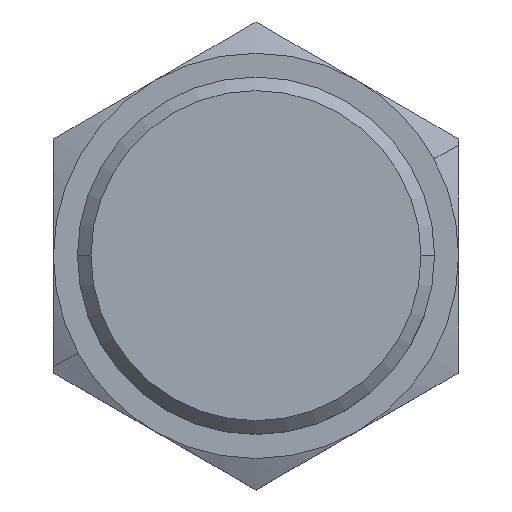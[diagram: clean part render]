
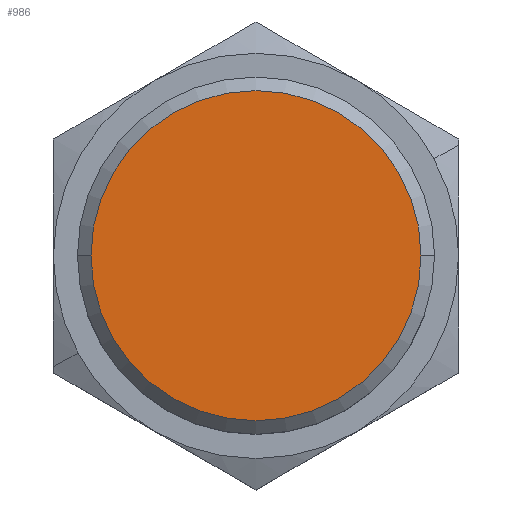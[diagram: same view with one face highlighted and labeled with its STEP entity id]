
A CAD part, top view. The second image highlights one B-rep face of the part: STEP entity #986.
In plain terms, the highlighted planar face has unit normal (0, 0, 1).
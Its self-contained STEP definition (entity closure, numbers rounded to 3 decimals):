
#924=CARTESIAN_POINT('Vertex',(12.221,0.,17.)) ;
#940=CARTESIAN_POINT('Vertex',(-12.221,0.,17.)) ;
#943=CARTESIAN_POINT('Axis2P3D Location',(0.,0.,17.)) ;
#965=CARTESIAN_POINT('Axis2P3D Location',(0.,0.,17.)) ;
#977=CARTESIAN_POINT('Axis2P3D Location',(0.,0.,17.)) ;
#944=DIRECTION('Axis2P3D Direction',(0.,0.,1.)) ;
#966=DIRECTION('Axis2P3D Direction',(0.,0.,1.)) ;
#978=DIRECTION('Axis2P3D Direction',(0.,0.,1.)) ;
#979=DIRECTION('Axis2P3D XDirection',(1.,0.,0.)) ;
#945=AXIS2_PLACEMENT_3D('Circle Axis2P3D',#943,#944,$) ;
#967=AXIS2_PLACEMENT_3D('Circle Axis2P3D',#965,#966,$) ;
#980=AXIS2_PLACEMENT_3D('Plane Axis2P3D',#977,#978,#979) ;
#983=ORIENTED_EDGE('',*,*,#969,.T.) ;
#984=ORIENTED_EDGE('',*,*,#947,.T.) ;
#986=ADVANCED_FACE('Corps principal',(#985),#981,.T.) ;
#946=CIRCLE('generated circle',#945,12.221) ;
#968=CIRCLE('generated circle',#967,12.221) ;
#947=EDGE_CURVE('',#925,#941,#946,.T.) ;
#969=EDGE_CURVE('',#941,#925,#968,.T.) ;
#982=EDGE_LOOP('',(#983,#984)) ;
#985=FACE_OUTER_BOUND('',#982,.T.) ;
#981=PLANE('',#980) ;
#925=VERTEX_POINT('',#924) ;
#941=VERTEX_POINT('',#940) ;
